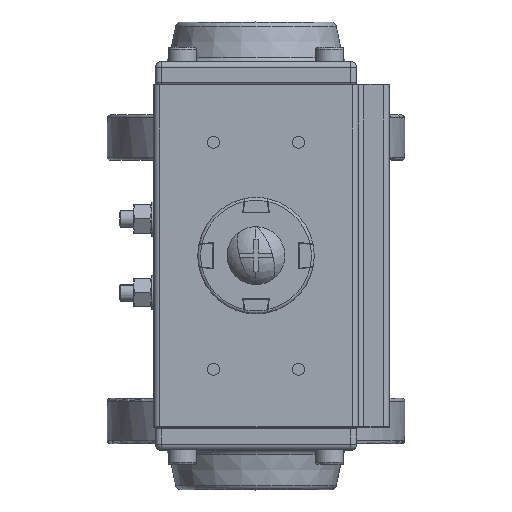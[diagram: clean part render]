
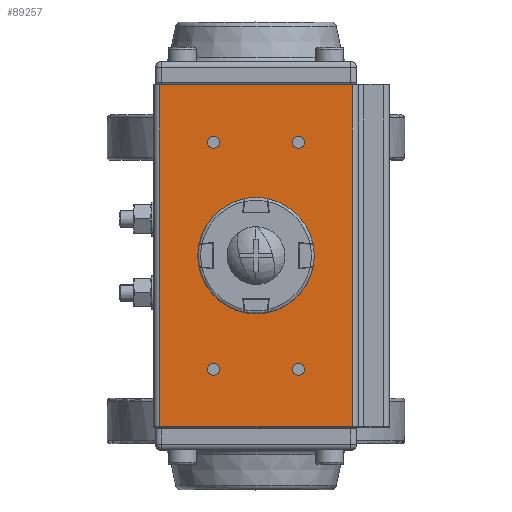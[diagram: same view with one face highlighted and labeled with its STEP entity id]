
A CAD part, top view. The second image highlights one B-rep face of the part: STEP entity #89257.
In plain terms, the highlighted planar face has unit normal (0, 0, 1).
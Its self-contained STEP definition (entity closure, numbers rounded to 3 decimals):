
#89118=CARTESIAN_POINT('',(-34.,-60.5,190.));
#89119=DIRECTION('',(0.,-0.,-1.));
#89120=DIRECTION('',(1.,-0.,0.));
#89121=AXIS2_PLACEMENT_3D('',#89118,#89119,#89120);
#89122=PLANE('',#89121);
#89123=CARTESIAN_POINT('',(-15.,37.9,190.));
#89124=VERTEX_POINT('',#89123);
#89125=CARTESIAN_POINT('',(-15.,42.1,190.));
#89126=VERTEX_POINT('',#89125);
#89127=CARTESIAN_POINT('',(-15.,40.,190.));
#89128=DIRECTION('',(-0.,0.,1.));
#89129=DIRECTION('',(-0.,-1.,0.));
#89130=AXIS2_PLACEMENT_3D('',#89127,#89128,#89129);
#89131=CIRCLE('',#89130,2.1);
#89132=EDGE_CURVE('NONE',#89124,#89126,#89131,.T.);
#89133=ORIENTED_EDGE('',*,*,#89132,.F.);
#89134=CARTESIAN_POINT('',(-15.,40.,190.));
#89135=DIRECTION('',(-0.,0.,1.));
#89136=DIRECTION('',(-0.,-1.,0.));
#89137=AXIS2_PLACEMENT_3D('',#89134,#89135,#89136);
#89138=CIRCLE('',#89137,2.1);
#89139=EDGE_CURVE('NONE',#89126,#89124,#89138,.T.);
#89140=ORIENTED_EDGE('',*,*,#89139,.F.);
#89141=EDGE_LOOP('',(#89133,#89140));
#89142=FACE_BOUND('',#89141,.T.);
#89143=CARTESIAN_POINT('',(15.,37.9,190.));
#89144=VERTEX_POINT('',#89143);
#89145=CARTESIAN_POINT('',(15.,42.1,190.));
#89146=VERTEX_POINT('',#89145);
#89147=CARTESIAN_POINT('',(15.,40.,190.));
#89148=DIRECTION('',(-0.,0.,1.));
#89149=DIRECTION('',(-0.,-1.,0.));
#89150=AXIS2_PLACEMENT_3D('',#89147,#89148,#89149);
#89151=CIRCLE('',#89150,2.1);
#89152=EDGE_CURVE('NONE',#89144,#89146,#89151,.T.);
#89153=ORIENTED_EDGE('',*,*,#89152,.F.);
#89154=CARTESIAN_POINT('',(15.,40.,190.));
#89155=DIRECTION('',(-0.,0.,1.));
#89156=DIRECTION('',(-0.,-1.,0.));
#89157=AXIS2_PLACEMENT_3D('',#89154,#89155,#89156);
#89158=CIRCLE('',#89157,2.1);
#89159=EDGE_CURVE('NONE',#89146,#89144,#89158,.T.);
#89160=ORIENTED_EDGE('',*,*,#89159,.F.);
#89161=EDGE_LOOP('',(#89153,#89160));
#89162=FACE_BOUND('',#89161,.T.);
#89163=CARTESIAN_POINT('',(34.,-60.279,190.));
#89164=VERTEX_POINT('',#89163);
#89165=CARTESIAN_POINT('',(34.,60.279,190.));
#89166=VERTEX_POINT('',#89165);
#89167=CARTESIAN_POINT('',(34.,-60.279,190.));
#89168=DIRECTION('',(0.,1.,-0.));
#89169=VECTOR('',#89168,120.558);
#89170=LINE('',#89167,#89169);
#89171=EDGE_CURVE('',#89164,#89166,#89170,.T.);
#89172=ORIENTED_EDGE('',*,*,#89171,.T.);
#89173=CARTESIAN_POINT('',(-34.,60.279,190.));
#89174=VERTEX_POINT('',#89173);
#89175=CARTESIAN_POINT('',(34.,60.279,190.));
#89176=DIRECTION('',(-1.,0.,-0.));
#89177=VECTOR('',#89176,68.);
#89178=LINE('',#89175,#89177);
#89179=EDGE_CURVE('',#89166,#89174,#89178,.T.);
#89180=ORIENTED_EDGE('',*,*,#89179,.T.);
#89181=CARTESIAN_POINT('',(-34.,-60.279,190.));
#89182=VERTEX_POINT('',#89181);
#89183=CARTESIAN_POINT('',(-34.,-60.279,190.));
#89184=DIRECTION('',(0.,1.,-0.));
#89185=VECTOR('',#89184,120.558);
#89186=LINE('',#89183,#89185);
#89187=EDGE_CURVE('',#89182,#89174,#89186,.T.);
#89188=ORIENTED_EDGE('',*,*,#89187,.F.);
#89189=CARTESIAN_POINT('',(-34.,-60.279,190.));
#89190=DIRECTION('',(1.,-0.,0.));
#89191=VECTOR('',#89190,68.);
#89192=LINE('',#89189,#89191);
#89193=EDGE_CURVE('',#89182,#89164,#89192,.T.);
#89194=ORIENTED_EDGE('',*,*,#89193,.T.);
#89195=EDGE_LOOP('',(#89172,#89180,#89188,#89194));
#89196=FACE_BOUND('',#89195,.T.);
#89197=CARTESIAN_POINT('',(-15.,-42.1,190.));
#89198=VERTEX_POINT('',#89197);
#89199=CARTESIAN_POINT('',(-15.,-37.9,190.));
#89200=VERTEX_POINT('',#89199);
#89201=CARTESIAN_POINT('',(-15.,-40.,190.));
#89202=DIRECTION('',(-0.,0.,1.));
#89203=DIRECTION('',(-0.,-1.,0.));
#89204=AXIS2_PLACEMENT_3D('',#89201,#89202,#89203);
#89205=CIRCLE('',#89204,2.1);
#89206=EDGE_CURVE('NONE',#89198,#89200,#89205,.T.);
#89207=ORIENTED_EDGE('',*,*,#89206,.F.);
#89208=CARTESIAN_POINT('',(-15.,-40.,190.));
#89209=DIRECTION('',(-0.,0.,1.));
#89210=DIRECTION('',(-0.,-1.,0.));
#89211=AXIS2_PLACEMENT_3D('',#89208,#89209,#89210);
#89212=CIRCLE('',#89211,2.1);
#89213=EDGE_CURVE('NONE',#89200,#89198,#89212,.T.);
#89214=ORIENTED_EDGE('',*,*,#89213,.F.);
#89215=EDGE_LOOP('',(#89207,#89214));
#89216=FACE_BOUND('',#89215,.T.);
#89217=CARTESIAN_POINT('',(15.,-42.1,190.));
#89218=VERTEX_POINT('',#89217);
#89219=CARTESIAN_POINT('',(15.,-37.9,190.));
#89220=VERTEX_POINT('',#89219);
#89221=CARTESIAN_POINT('',(15.,-40.,190.));
#89222=DIRECTION('',(-0.,0.,1.));
#89223=DIRECTION('',(-0.,-1.,0.));
#89224=AXIS2_PLACEMENT_3D('',#89221,#89222,#89223);
#89225=CIRCLE('',#89224,2.1);
#89226=EDGE_CURVE('NONE',#89218,#89220,#89225,.T.);
#89227=ORIENTED_EDGE('',*,*,#89226,.F.);
#89228=CARTESIAN_POINT('',(15.,-40.,190.));
#89229=DIRECTION('',(-0.,0.,1.));
#89230=DIRECTION('',(-0.,-1.,0.));
#89231=AXIS2_PLACEMENT_3D('',#89228,#89229,#89230);
#89232=CIRCLE('',#89231,2.1);
#89233=EDGE_CURVE('NONE',#89220,#89218,#89232,.T.);
#89234=ORIENTED_EDGE('',*,*,#89233,.F.);
#89235=EDGE_LOOP('',(#89227,#89234));
#89236=FACE_BOUND('',#89235,.T.);
#89237=CARTESIAN_POINT('',(0.,-9.,190.));
#89238=VERTEX_POINT('',#89237);
#89239=CARTESIAN_POINT('',(0.,9.,190.));
#89240=VERTEX_POINT('',#89239);
#89241=CARTESIAN_POINT('',(0.,-0.,190.));
#89242=DIRECTION('',(0.,-0.,-1.));
#89243=DIRECTION('',(1.,-0.,0.));
#89244=AXIS2_PLACEMENT_3D('',#89241,#89242,#89243);
#89245=CIRCLE('',#89244,9.);
#89246=EDGE_CURVE('',#89238,#89240,#89245,.T.);
#89247=ORIENTED_EDGE('',*,*,#89246,.T.);
#89248=CARTESIAN_POINT('',(0.,-0.,190.));
#89249=DIRECTION('',(0.,-0.,-1.));
#89250=DIRECTION('',(1.,-0.,0.));
#89251=AXIS2_PLACEMENT_3D('',#89248,#89249,#89250);
#89252=CIRCLE('',#89251,9.);
#89253=EDGE_CURVE('',#89240,#89238,#89252,.T.);
#89254=ORIENTED_EDGE('',*,*,#89253,.T.);
#89255=EDGE_LOOP('',(#89247,#89254));
#89256=FACE_BOUND('',#89255,.T.);
#89257=ADVANCED_FACE('',(#89142,#89162,#89196,#89216,#89236,#89256),#89122,.F.);
